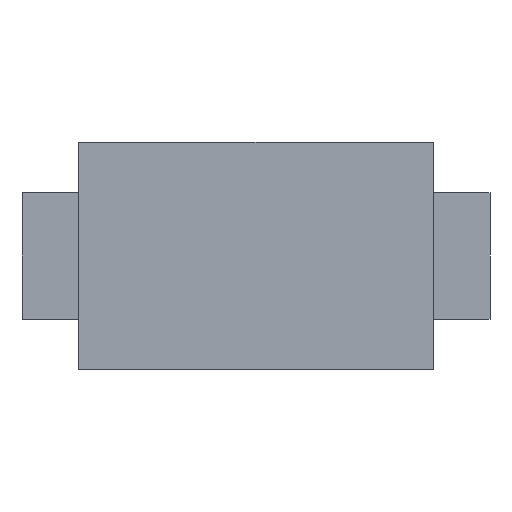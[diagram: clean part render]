
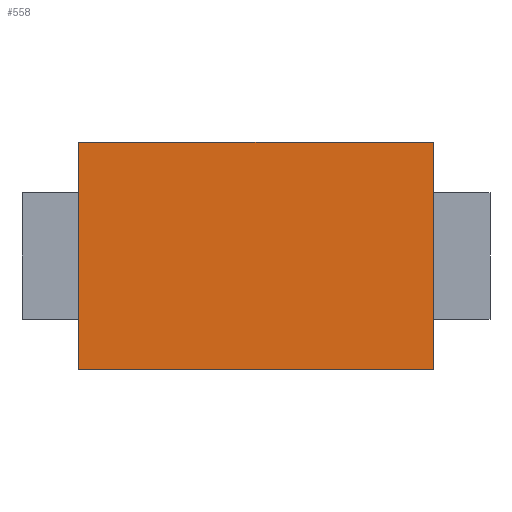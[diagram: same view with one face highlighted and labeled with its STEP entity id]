
A CAD part, front view. The second image highlights one B-rep face of the part: STEP entity #558.
In plain terms, the highlighted planar face has unit normal (0, -1, 0).
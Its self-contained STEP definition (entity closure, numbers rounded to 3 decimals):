
#425 = CARTESIAN_POINT ( 'NONE',  ( -1.4, 0., 0.9 ) ) ;
#426 = VERTEX_POINT ( 'NONE', #425 ) ;
#441 = CARTESIAN_POINT ( 'NONE',  ( -1.4, 0., -0.9 ) ) ;
#442 = VERTEX_POINT ( 'NONE', #441 ) ;
#449 = CARTESIAN_POINT ( 'NONE',  ( -1.4, 0., 0.9 ) ) ;
#450 = DIRECTION ( 'NONE',  ( 0., 0., -1. ) ) ;
#451 = VECTOR ( 'NONE', #450, 1000. ) ;
#452 = LINE ( 'NONE', #449, #451 ) ;
#453 = EDGE_CURVE ( 'NONE', #426, #442, #452, .T. ) ;
#465 = CARTESIAN_POINT ( 'NONE',  ( 1.4, 0., 0.9 ) ) ;
#466 = VERTEX_POINT ( 'NONE', #465 ) ;
#480 = CARTESIAN_POINT ( 'NONE',  ( -1.4, 0., 0.9 ) ) ;
#481 = DIRECTION ( 'NONE',  ( 1., 0., 0. ) ) ;
#482 = VECTOR ( 'NONE', #481, 1000. ) ;
#483 = LINE ( 'NONE', #480, #482 ) ;
#484 = EDGE_CURVE ( 'NONE', #426, #466, #483, .T. ) ;
#496 = CARTESIAN_POINT ( 'NONE',  ( 1.4, 0., -0.9 ) ) ;
#497 = VERTEX_POINT ( 'NONE', #496 ) ;
#511 = CARTESIAN_POINT ( 'NONE',  ( 1.4, 0., 0.9 ) ) ;
#512 = DIRECTION ( 'NONE',  ( 0., 0., -1. ) ) ;
#513 = VECTOR ( 'NONE', #512, 1000. ) ;
#514 = LINE ( 'NONE', #511, #513 ) ;
#515 = EDGE_CURVE ( 'NONE', #466, #497, #514, .T. ) ;
#533 = CARTESIAN_POINT ( 'NONE',  ( -1.4, 0., -0.9 ) ) ;
#534 = DIRECTION ( 'NONE',  ( 1., 0., 0. ) ) ;
#535 = VECTOR ( 'NONE', #534, 1000. ) ;
#536 = LINE ( 'NONE', #533, #535 ) ;
#537 = EDGE_CURVE ( 'NONE', #442, #497, #536, .T. ) ;
#547 = ORIENTED_EDGE ( 'NONE', *, *, #453, .T. ) ;
#548 = ORIENTED_EDGE ( 'NONE', *, *, #537, .T. ) ;
#549 = ORIENTED_EDGE ( 'NONE', *, *, #515, .F. ) ;
#550 = ORIENTED_EDGE ( 'NONE', *, *, #484, .F. ) ;
#551 = EDGE_LOOP ( 'NONE', ( #547, #548, #549, #550 ) ) ;
#552 = FACE_OUTER_BOUND ( 'NONE', #551, .T. ) ;
#553 = CARTESIAN_POINT ( 'NONE',  ( 0., 0., 0. ) ) ;
#554 = DIRECTION ( 'NONE',  ( 0., -1., 0. ) ) ;
#555 = DIRECTION ( 'NONE',  ( 0., 0., -1. ) ) ;
#556 = AXIS2_PLACEMENT_3D ( 'NONE', #553, #554, #555 ) ;
#557 = PLANE ( 'NONE', #556 ) ;
#558 = ADVANCED_FACE ( 'NONE', ( #552 ), #557, .T. ) ;
